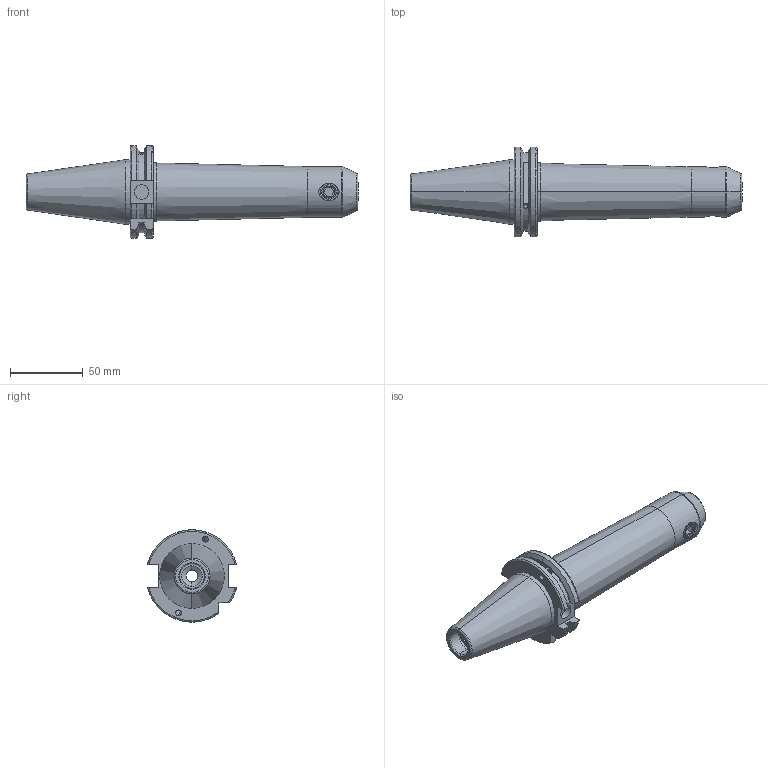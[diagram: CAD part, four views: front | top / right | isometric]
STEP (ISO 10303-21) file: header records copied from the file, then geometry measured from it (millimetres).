
FILE_DESCRIPTION (( 'STEP AP203' ), '1' );
FILE_NAME ('91406-WE710160.STEP', '2015-11-01T12:15:41', ( '' ), ( '' ), 'SwSTEP 2.0', 'SolidWorks 2009', '' );
FILE_SCHEMA (( 'CONFIG_CONTROL_DESIGN' ));
Length unit declared in the file: millimetre
Products named in the file (4): SK40 EM 10 160 FTC WW.; M10X12; 91406-WE710160; Copy of M4X4_DIN 913 - M4 x 4-N
Assembly tree (4 placements, depth 2):
  91406-WE710160
    Copy of M4X4_DIN 913 - M4 x 4-N  x2
    SK40 EM 10 160 FTC WW.
    M10X12
Bounding box: 228.4 x 61.48 x 63.55 mm (x, y, z)
Volume: 242103.3 mm3; surface area: 40989.9 mm2
Topology: 4 solids, 4 shells, 160 faces, 385 edges, 244 vertices
Faces by surface type: plane 58, cylinder 44, cone 34, torus 18, bspline 4, sphere 2
Entity records: 5272 total; most frequent: CARTESIAN_POINT 1397, DIRECTION 738, ORIENTED_EDGE 706, EDGE_CURVE 353, AXIS2_PLACEMENT_3D 291, VERTEX_POINT 224, EDGE_LOOP 167, VECTOR 156
